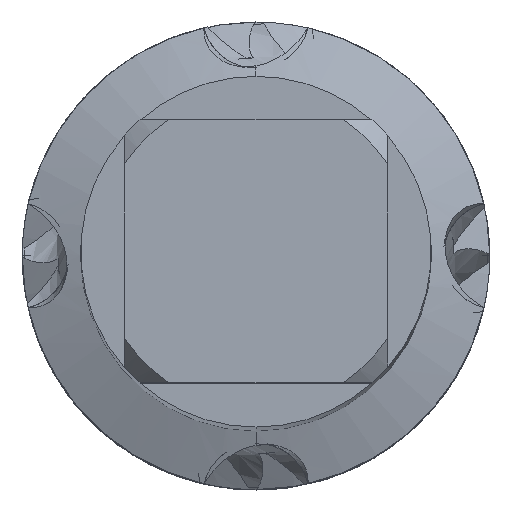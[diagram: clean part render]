
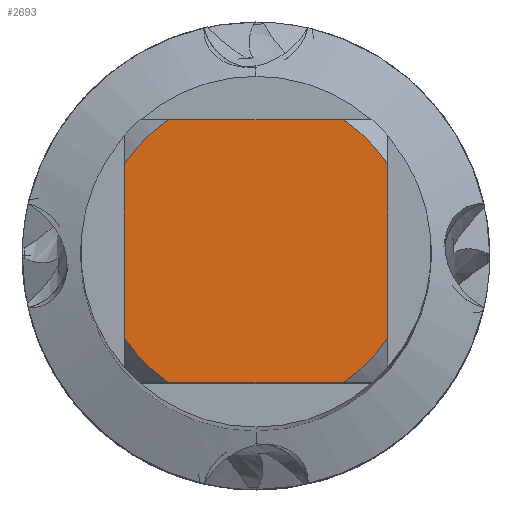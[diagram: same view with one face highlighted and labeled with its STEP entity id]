
A CAD part, top view. The second image highlights one B-rep face of the part: STEP entity #2693.
In plain terms, the highlighted planar face has unit normal (0, 0, 1).
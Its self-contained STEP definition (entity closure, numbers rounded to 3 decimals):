
#1961=VERTEX_POINT('',#5580);
#2083=EDGE_CURVE('',#2857,#4291,#5715,.T.);
#2303=EDGE_CURVE('',#2707,#5167,#5960,.T.);
#2505=VERTEX_POINT('',#6178);
#2693=ADVANCED_FACE('',(#6383),#6384,.T.);
#2707=VERTEX_POINT('',#6399);
#2857=VERTEX_POINT('',#6562);
#2947=EDGE_CURVE('',#2707,#4871,#6661,.T.);
#3391=EDGE_CURVE('',#2857,#4871,#7145,.T.);
#4291=VERTEX_POINT('',#8116);
#4751=EDGE_CURVE('',#1961,#5097,#8628,.T.);
#4837=EDGE_CURVE('',#2505,#5167,#8719,.T.);
#4871=VERTEX_POINT('',#8756);
#4987=EDGE_CURVE('',#2505,#5097,#8879,.T.);
#5097=VERTEX_POINT('',#8999);
#5167=VERTEX_POINT('',#9074);
#5347=EDGE_CURVE('',#1961,#4291,#9264,.T.);
#5580=CARTESIAN_POINT('',(-2.985,-4.5,0.0));
#5715=LINE('',#10180,#10181);
#5960=CIRCLE('',#10855,5.4);
#6178=CARTESIAN_POINT('',(4.5,-2.985,0.0));
#6383=FACE_OUTER_BOUND('',#12452,.T.);
#6384=PLANE('',#12453);
#6399=CARTESIAN_POINT('',(2.985,4.5,0.0));
#6562=CARTESIAN_POINT('',(-4.5,2.985,0.0));
#6661=LINE('',#13619,#13620);
#7145=CIRCLE('',#15534,5.4);
#8116=CARTESIAN_POINT('',(-4.5,-2.985,0.0));
#8628=LINE('',#22470,#22471);
#8719=LINE('',#22723,#22724);
#8756=CARTESIAN_POINT('',(-2.985,4.5,0.0));
#8879=CIRCLE('',#23377,5.4);
#8999=CARTESIAN_POINT('',(2.985,-4.5,0.0));
#9074=CARTESIAN_POINT('',(4.5,2.985,0.0));
#9264=CIRCLE('',#24767,5.4);
#10180=CARTESIAN_POINT('',(-4.5,1.35,0.0));
#10181=VECTOR('',#25218,1.0);
#10855=AXIS2_PLACEMENT_3D('',#25496,#25497,#25498);
#12452=EDGE_LOOP('',(#25871,#25872,#25873,#25874,#25875,#25876,#25877,#25878));
#12453=AXIS2_PLACEMENT_3D('',#25879,#25880,#25881);
#13619=CARTESIAN_POINT('',(0.0,4.5,0.0));
#13620=VECTOR('',#26139,1.0);
#15534=AXIS2_PLACEMENT_3D('',#26612,#26613,#26614);
#22470=CARTESIAN_POINT('',(0.0,-4.5,0.0));
#22471=VECTOR('',#28277,1.0);
#22723=CARTESIAN_POINT('',(4.5,1.35,0.0));
#22724=VECTOR('',#28340,1.0);
#23377=AXIS2_PLACEMENT_3D('',#28479,#28480,#28481);
#24767=AXIS2_PLACEMENT_3D('',#28875,#28876,#28877);
#25218=DIRECTION('',(-0.0,-1.0,0.0));
#25496=CARTESIAN_POINT('',(0.0,0.0,0.0));
#25497=DIRECTION('',(0.0,0.0,-1.0));
#25498=DIRECTION('',(0.0,1.0,0.0));
#25871=ORIENTED_EDGE('',*,*,#2083,.T.);
#25872=ORIENTED_EDGE('',*,*,#5347,.F.);
#25873=ORIENTED_EDGE('',*,*,#4751,.T.);
#25874=ORIENTED_EDGE('',*,*,#4987,.F.);
#25875=ORIENTED_EDGE('',*,*,#4837,.T.);
#25876=ORIENTED_EDGE('',*,*,#2303,.F.);
#25877=ORIENTED_EDGE('',*,*,#2947,.T.);
#25878=ORIENTED_EDGE('',*,*,#3391,.F.);
#25879=CARTESIAN_POINT('',(0.0,2.7,0.0));
#25880=DIRECTION('',(-0.0,0.0,1.0));
#25881=DIRECTION('',(0.0,-1.0,0.0));
#26139=DIRECTION('',(-1.0,0.0,0.0));
#26612=CARTESIAN_POINT('',(0.0,0.0,0.0));
#26613=DIRECTION('',(0.0,0.0,-1.0));
#26614=DIRECTION('',(0.0,1.0,0.0));
#28277=DIRECTION('',(1.0,0.0,0.0));
#28340=DIRECTION('',(-0.0,1.0,0.0));
#28479=CARTESIAN_POINT('',(0.0,0.0,0.0));
#28480=DIRECTION('',(0.0,0.0,-1.0));
#28481=DIRECTION('',(0.0,1.0,0.0));
#28875=CARTESIAN_POINT('',(0.0,0.0,0.0));
#28876=DIRECTION('',(0.0,0.0,-1.0));
#28877=DIRECTION('',(0.0,1.0,0.0));
